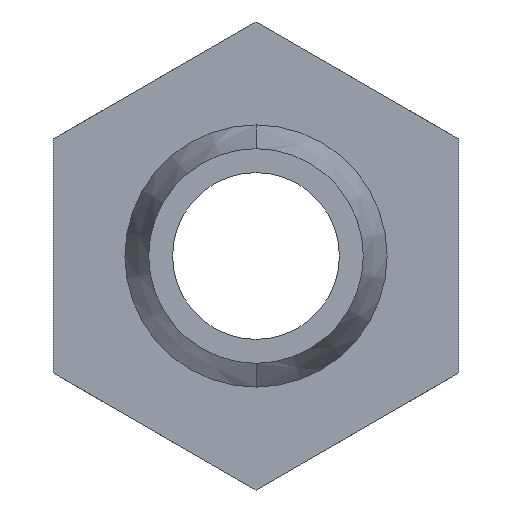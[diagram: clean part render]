
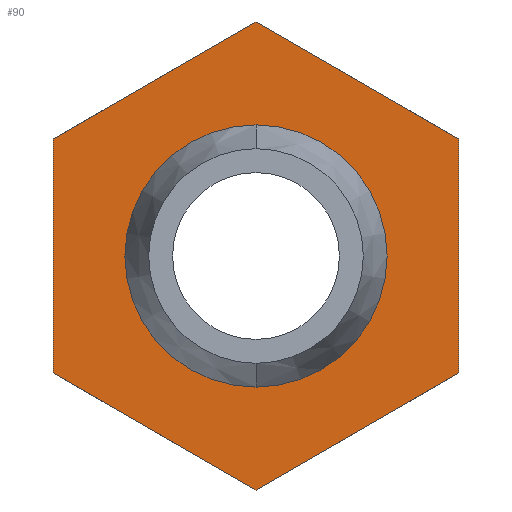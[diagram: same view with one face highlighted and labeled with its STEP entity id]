
A CAD part, front view. The second image highlights one B-rep face of the part: STEP entity #90.
In plain terms, the highlighted planar face has unit normal (0, -1, 0).
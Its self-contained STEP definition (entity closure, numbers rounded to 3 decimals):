
#90=ADVANCED_FACE('',(#192,#193),#194,.T.);
#192=FACE_BOUND('',#307,.T.);
#193=FACE_OUTER_BOUND('',#308,.T.);
#194=PLANE('',#309);
#307=EDGE_LOOP('',(#505,#506));
#308=EDGE_LOOP('',(#507,#508,#509,#510,#511,#512));
#309=AXIS2_PLACEMENT_3D('',#513,#514,#515);
#505=ORIENTED_EDGE('',*,*,#662,.T.);
#506=ORIENTED_EDGE('',*,*,#724,.T.);
#507=ORIENTED_EDGE('',*,*,#722,.F.);
#508=ORIENTED_EDGE('',*,*,#700,.F.);
#509=ORIENTED_EDGE('',*,*,#704,.F.);
#510=ORIENTED_EDGE('',*,*,#708,.T.);
#511=ORIENTED_EDGE('',*,*,#713,.T.);
#512=ORIENTED_EDGE('',*,*,#717,.T.);
#513=CARTESIAN_POINT('',(11.0,-18.0,0.0));
#514=DIRECTION('',(0.0,-1.0,0.0));
#515=DIRECTION('',(0.0,0.0,-1.0));
#662=EDGE_CURVE('',#781,#779,#782,.T.);
#700=EDGE_CURVE('',#842,#836,#844,.T.);
#704=EDGE_CURVE('',#847,#842,#849,.T.);
#708=EDGE_CURVE('',#847,#853,#855,.T.);
#713=EDGE_CURVE('',#853,#860,#862,.T.);
#717=EDGE_CURVE('',#860,#865,#867,.T.);
#722=EDGE_CURVE('',#836,#865,#872,.T.);
#724=EDGE_CURVE('',#779,#781,#874,.T.);
#779=VERTEX_POINT('',#939);
#781=VERTEX_POINT('',#942);
#782=CIRCLE('',#943,4.5);
#836=VERTEX_POINT('',#1008);
#842=VERTEX_POINT('',#1023);
#844=LINE('',#1026,#1027);
#847=VERTEX_POINT('',#1033);
#849=LINE('',#1036,#1037);
#853=VERTEX_POINT('',#1044);
#855=LINE('',#1047,#1048);
#860=VERTEX_POINT('',#1061);
#862=LINE('',#1064,#1065);
#865=VERTEX_POINT('',#1071);
#867=LINE('',#1074,#1075);
#872=LINE('',#1089,#1090);
#874=CIRCLE('',#1092,4.5);
#939=CARTESIAN_POINT('',(0.,-18.0,-4.5));
#942=CARTESIAN_POINT('',(0.0,-18.0,4.5));
#943=AXIS2_PLACEMENT_3D('',#1140,#1141,#1142);
#1008=CARTESIAN_POINT('',(8.5,-18.0,-4.907));
#1023=CARTESIAN_POINT('',(8.5,-18.0,4.907));
#1026=CARTESIAN_POINT('',(8.5,-18.0,4.907));
#1027=VECTOR('',#1201,1000.0);
#1033=CARTESIAN_POINT('',(0.0,-18.0,9.815));
#1036=CARTESIAN_POINT('',(0.0,-18.0,9.815));
#1037=VECTOR('',#1203,1000.0);
#1044=CARTESIAN_POINT('',(-8.5,-18.0,4.907));
#1047=CARTESIAN_POINT('',(0.0,-18.0,9.815));
#1048=VECTOR('',#1205,1000.0);
#1061=CARTESIAN_POINT('',(-8.5,-18.0,-4.907));
#1064=CARTESIAN_POINT('',(-8.5,-18.0,4.907));
#1065=VECTOR('',#1207,1000.0);
#1071=CARTESIAN_POINT('',(0.0,-18.0,-9.815));
#1074=CARTESIAN_POINT('',(-8.5,-18.0,-4.907));
#1075=VECTOR('',#1209,1000.0);
#1089=CARTESIAN_POINT('',(8.5,-18.0,-4.907));
#1090=VECTOR('',#1210,1000.0);
#1092=AXIS2_PLACEMENT_3D('',#1211,#1212,#1213);
#1140=CARTESIAN_POINT('',(0.0,-18.0,0.0));
#1141=DIRECTION('',(0.0,1.0,0.0));
#1142=DIRECTION('',(0.0,0.0,1.0));
#1201=DIRECTION('',(0.0,0.0,-1.0));
#1203=DIRECTION('',(0.866,0.0,-0.5));
#1205=DIRECTION('',(-0.866,0.0,-0.5));
#1207=DIRECTION('',(0.0,0.0,-1.0));
#1209=DIRECTION('',(0.866,0.0,-0.5));
#1210=DIRECTION('',(-0.866,0.0,-0.5));
#1211=CARTESIAN_POINT('',(0.0,-18.0,0.0));
#1212=DIRECTION('',(0.0,1.0,0.0));
#1213=DIRECTION('',(0.0,0.0,1.0));
